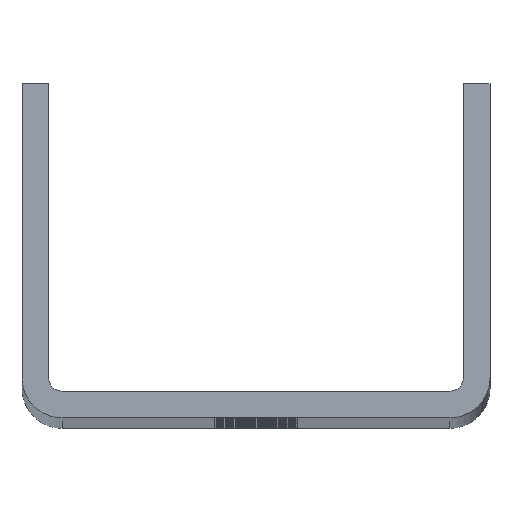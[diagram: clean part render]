
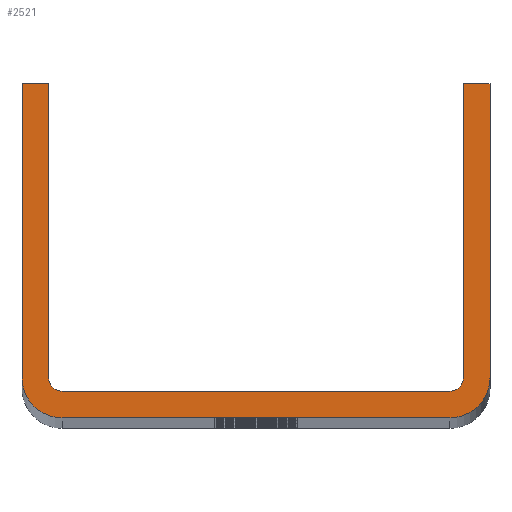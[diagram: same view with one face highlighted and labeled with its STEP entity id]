
A CAD part, top view. The second image highlights one B-rep face of the part: STEP entity #2521.
In plain terms, the highlighted planar face has unit normal (0, 0, 1).
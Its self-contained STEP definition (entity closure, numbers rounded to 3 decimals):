
#29 = CARTESIAN_POINT ( 'NONE',  ( -29., 6., 900. ) ) ;
#88 = VECTOR ( 'NONE', #3266, 1000. ) ;
#123 = EDGE_CURVE ( 'NONE', #6969, #4252, #3831, .T. ) ;
#178 = EDGE_CURVE ( 'NONE', #9199, #541, #2515, .T. ) ;
#294 = ORIENTED_EDGE ( 'NONE', *, *, #4679, .F. ) ;
#299 = FACE_OUTER_BOUND ( 'NONE', #9686, .T. ) ;
#323 = CARTESIAN_POINT ( 'NONE',  ( 35., 6., 900. ) ) ;
#372 = DIRECTION ( 'NONE',  ( 1., 0., 0. ) ) ;
#433 = EDGE_CURVE ( 'NONE', #2923, #3315, #7614, .T. ) ;
#448 = EDGE_CURVE ( 'NONE', #5186, #6000, #8717, .T. ) ;
#541 = VERTEX_POINT ( 'NONE', #9104 ) ;
#647 = DIRECTION ( 'NONE',  ( 0., 0., 1. ) ) ;
#838 = DIRECTION ( 'NONE',  ( 1., 0., 0. ) ) ;
#1166 = EDGE_CURVE ( 'NONE', #3315, #6969, #4276, .T. ) ;
#1240 = CARTESIAN_POINT ( 'NONE',  ( -35., 50., 900. ) ) ;
#1245 = ORIENTED_EDGE ( 'NONE', *, *, #123, .F. ) ;
#1298 = CARTESIAN_POINT ( 'NONE',  ( 29., 6., 900. ) ) ;
#1491 = ORIENTED_EDGE ( 'NONE', *, *, #433, .F. ) ;
#1629 = DIRECTION ( 'NONE',  ( 1., 0., 0. ) ) ;
#1732 = VECTOR ( 'NONE', #4889, 1000. ) ;
#1782 = LINE ( 'NONE', #8821, #8733 ) ;
#1790 = CARTESIAN_POINT ( 'NONE',  ( -31., 6., 900. ) ) ;
#2083 = VERTEX_POINT ( 'NONE', #6285 ) ;
#2225 = DIRECTION ( 'NONE',  ( 0., 1., 0. ) ) ;
#2343 = EDGE_CURVE ( 'NONE', #2083, #5186, #6687, .T. ) ;
#2490 = CARTESIAN_POINT ( 'NONE',  ( -35., 6., 900. ) ) ;
#2515 = LINE ( 'NONE', #5625, #88 ) ;
#2521 = ADVANCED_FACE ( 'NONE', ( #299 ), #5721, .T. ) ;
#2621 = DIRECTION ( 'NONE',  ( 1., 0., 0. ) ) ;
#2710 = CARTESIAN_POINT ( 'NONE',  ( 29., 6., 900. ) ) ;
#2898 = EDGE_CURVE ( 'NONE', #4760, #2083, #6549, .T. ) ;
#2919 = DIRECTION ( 'NONE',  ( 0., -1., 0. ) ) ;
#2923 = VERTEX_POINT ( 'NONE', #9588 ) ;
#3218 = CARTESIAN_POINT ( 'NONE',  ( -29., 4., 900. ) ) ;
#3226 = CARTESIAN_POINT ( 'NONE',  ( 29., 6., 900. ) ) ;
#3266 = DIRECTION ( 'NONE',  ( 1., 0., 0. ) ) ;
#3315 = VERTEX_POINT ( 'NONE', #5930 ) ;
#3332 = EDGE_CURVE ( 'NONE', #4760, #4278, #6637, .T. ) ;
#3476 = CIRCLE ( 'NONE', #5391, 6. ) ;
#3831 = LINE ( 'NONE', #4717, #4261 ) ;
#3860 = VECTOR ( 'NONE', #6627, 1000. ) ;
#3894 = CARTESIAN_POINT ( 'NONE',  ( 35., 50., 900. ) ) ;
#4087 = AXIS2_PLACEMENT_3D ( 'NONE', #29, #647, #838 ) ;
#4154 = DIRECTION ( 'NONE',  ( 1., 0., 0. ) ) ;
#4252 = VERTEX_POINT ( 'NONE', #3894 ) ;
#4261 = VECTOR ( 'NONE', #4628, 1000. ) ;
#4276 = LINE ( 'NONE', #9814, #6345 ) ;
#4278 = VERTEX_POINT ( 'NONE', #2490 ) ;
#4325 = CARTESIAN_POINT ( 'NONE',  ( -31., 50., 900. ) ) ;
#4357 = DIRECTION ( 'NONE',  ( 1., 0., 0. ) ) ;
#4367 = CARTESIAN_POINT ( 'NONE',  ( -35., 50., 900. ) ) ;
#4462 = CARTESIAN_POINT ( 'NONE',  ( 35., 6., 900. ) ) ;
#4628 = DIRECTION ( 'NONE',  ( 1., 0., 0. ) ) ;
#4663 = ORIENTED_EDGE ( 'NONE', *, *, #178, .T. ) ;
#4679 = EDGE_CURVE ( 'NONE', #6000, #2923, #1782, .T. ) ;
#4717 = CARTESIAN_POINT ( 'NONE',  ( 31., 50., 900. ) ) ;
#4759 = CARTESIAN_POINT ( 'NONE',  ( 31., 50., 900. ) ) ;
#4760 = VERTEX_POINT ( 'NONE', #4367 ) ;
#4796 = ORIENTED_EDGE ( 'NONE', *, *, #1166, .F. ) ;
#4874 = VECTOR ( 'NONE', #2919, 1000. ) ;
#4889 = DIRECTION ( 'NONE',  ( 0., 1., 0. ) ) ;
#5031 = LINE ( 'NONE', #323, #1732 ) ;
#5186 = VERTEX_POINT ( 'NONE', #1790 ) ;
#5340 = EDGE_CURVE ( 'NONE', #8976, #4252, #5031, .T. ) ;
#5391 = AXIS2_PLACEMENT_3D ( 'NONE', #5700, #6299, #372 ) ;
#5625 = CARTESIAN_POINT ( 'NONE',  ( -29., 0., 900. ) ) ;
#5700 = CARTESIAN_POINT ( 'NONE',  ( -29., 6., 900. ) ) ;
#5721 = PLANE ( 'NONE',  #6170 ) ;
#5789 = ORIENTED_EDGE ( 'NONE', *, *, #3332, .T. ) ;
#5930 = CARTESIAN_POINT ( 'NONE',  ( 31., 6., 900. ) ) ;
#6000 = VERTEX_POINT ( 'NONE', #3218 ) ;
#6170 = AXIS2_PLACEMENT_3D ( 'NONE', #2710, #6609, #9647 ) ;
#6280 = ORIENTED_EDGE ( 'NONE', *, *, #5340, .T. ) ;
#6285 = CARTESIAN_POINT ( 'NONE',  ( -31., 50., 900. ) ) ;
#6299 = DIRECTION ( 'NONE',  ( 0., 0., 1. ) ) ;
#6300 = ORIENTED_EDGE ( 'NONE', *, *, #6943, .T. ) ;
#6331 = EDGE_CURVE ( 'NONE', #541, #8976, #6503, .T. ) ;
#6345 = VECTOR ( 'NONE', #2225, 1000. ) ;
#6503 = CIRCLE ( 'NONE', #9049, 6. ) ;
#6509 = ORIENTED_EDGE ( 'NONE', *, *, #2343, .F. ) ;
#6536 = ORIENTED_EDGE ( 'NONE', *, *, #448, .F. ) ;
#6549 = LINE ( 'NONE', #1240, #8077 ) ;
#6609 = DIRECTION ( 'NONE',  ( 0., 0., 1. ) ) ;
#6627 = DIRECTION ( 'NONE',  ( 0., -1., 0. ) ) ;
#6637 = LINE ( 'NONE', #7395, #4874 ) ;
#6687 = LINE ( 'NONE', #4325, #3860 ) ;
#6721 = DIRECTION ( 'NONE',  ( 0., 0., 1. ) ) ;
#6943 = EDGE_CURVE ( 'NONE', #4278, #9199, #3476, .T. ) ;
#6969 = VERTEX_POINT ( 'NONE', #4759 ) ;
#6998 = DIRECTION ( 'NONE',  ( 0., 0., 1. ) ) ;
#7273 = ORIENTED_EDGE ( 'NONE', *, *, #6331, .T. ) ;
#7395 = CARTESIAN_POINT ( 'NONE',  ( -35., 50., 900. ) ) ;
#7614 = CIRCLE ( 'NONE', #8878, 2. ) ;
#8077 = VECTOR ( 'NONE', #4154, 1000. ) ;
#8717 = CIRCLE ( 'NONE', #4087, 2. ) ;
#8733 = VECTOR ( 'NONE', #2621, 1000. ) ;
#8821 = CARTESIAN_POINT ( 'NONE',  ( -29., 4., 900. ) ) ;
#8878 = AXIS2_PLACEMENT_3D ( 'NONE', #1298, #6721, #4357 ) ;
#8976 = VERTEX_POINT ( 'NONE', #4462 ) ;
#9011 = ORIENTED_EDGE ( 'NONE', *, *, #2898, .F. ) ;
#9049 = AXIS2_PLACEMENT_3D ( 'NONE', #3226, #6998, #1629 ) ;
#9104 = CARTESIAN_POINT ( 'NONE',  ( 29., 0., 900. ) ) ;
#9199 = VERTEX_POINT ( 'NONE', #9552 ) ;
#9552 = CARTESIAN_POINT ( 'NONE',  ( -29., 0., 900. ) ) ;
#9588 = CARTESIAN_POINT ( 'NONE',  ( 29., 4., 900. ) ) ;
#9647 = DIRECTION ( 'NONE',  ( 1., 0., 0. ) ) ;
#9686 = EDGE_LOOP ( 'NONE', ( #6280, #1245, #4796, #1491, #294, #6536, #6509, #9011, #5789, #6300, #4663, #7273 ) ) ;
#9814 = CARTESIAN_POINT ( 'NONE',  ( 31., 6., 900. ) ) ;
